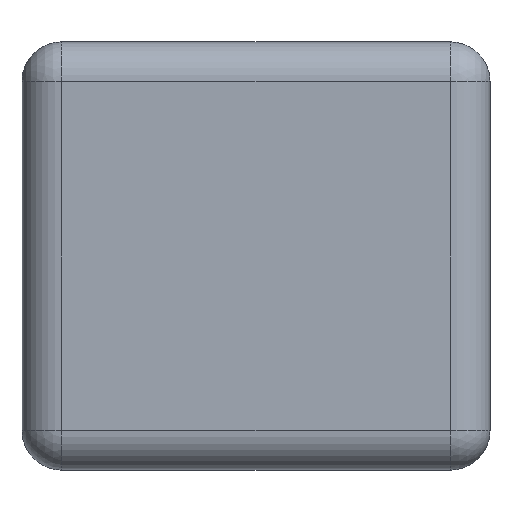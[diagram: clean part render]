
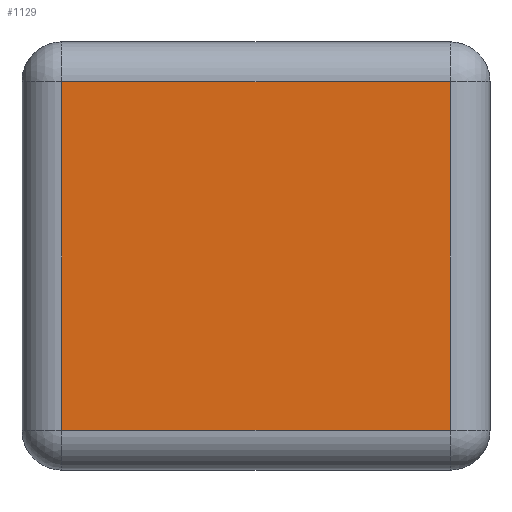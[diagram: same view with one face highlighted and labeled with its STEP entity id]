
A CAD part, left-side view. The second image highlights one B-rep face of the part: STEP entity #1129.
In plain terms, the highlighted planar face has unit normal (-1, 0, 0).
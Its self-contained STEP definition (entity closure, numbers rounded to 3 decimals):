
#59 = LINE ( 'NONE', #543, #859 ) ;
#86 = CARTESIAN_POINT ( 'NONE',  ( -3.05, 0.25, 1.345 ) ) ;
#116 = DIRECTION ( 'NONE',  ( 0., 1., 0. ) ) ;
#122 = CARTESIAN_POINT ( 'NONE',  ( -3.05, 2.94, 1.345 ) ) ;
#165 = EDGE_CURVE ( 'NONE', #795, #879, #438, .T. ) ;
#229 = DIRECTION ( 'NONE',  ( 0., 0., -1. ) ) ;
#266 = CARTESIAN_POINT ( 'NONE',  ( -3.05, 0.25, -1.095 ) ) ;
#345 = CARTESIAN_POINT ( 'NONE',  ( -3.05, 0.25, 1.095 ) ) ;
#371 = FACE_OUTER_BOUND ( 'NONE', #1127, .T. ) ;
#414 = EDGE_CURVE ( 'NONE', #986, #795, #436, .T. ) ;
#436 = LINE ( 'NONE', #86, #1048 ) ;
#438 = LINE ( 'NONE', #616, #806 ) ;
#507 = DIRECTION ( 'NONE',  ( 1., 0., 0. ) ) ;
#543 = CARTESIAN_POINT ( 'NONE',  ( -3.05, 2.69, -1.345 ) ) ;
#616 = CARTESIAN_POINT ( 'NONE',  ( -3.05, 2.94, 1.095 ) ) ;
#617 = LINE ( 'NONE', #626, #1047 ) ;
#626 = CARTESIAN_POINT ( 'NONE',  ( -3.05, 2.94, -1.095 ) ) ;
#669 = EDGE_CURVE ( 'NONE', #815, #986, #617, .T. ) ;
#732 = ORIENTED_EDGE ( 'NONE', *, *, #801, .T. ) ;
#754 = CARTESIAN_POINT ( 'NONE',  ( -3.05, 2.69, 1.095 ) ) ;
#795 = VERTEX_POINT ( 'NONE', #345 ) ;
#801 = EDGE_CURVE ( 'NONE', #879, #815, #59, .T. ) ;
#806 = VECTOR ( 'NONE', #116, 1000. ) ;
#815 = VERTEX_POINT ( 'NONE', #937 ) ;
#822 = DIRECTION ( 'NONE',  ( 0., -1., 0. ) ) ;
#859 = VECTOR ( 'NONE', #1227, 1000. ) ;
#874 = DIRECTION ( 'NONE',  ( 0., 0., 1. ) ) ;
#879 = VERTEX_POINT ( 'NONE', #754 ) ;
#889 = AXIS2_PLACEMENT_3D ( 'NONE', #122, #507, #229 ) ;
#898 = ORIENTED_EDGE ( 'NONE', *, *, #669, .T. ) ;
#907 = PLANE ( 'NONE',  #889 ) ;
#937 = CARTESIAN_POINT ( 'NONE',  ( -3.05, 2.69, -1.095 ) ) ;
#986 = VERTEX_POINT ( 'NONE', #266 ) ;
#1017 = ORIENTED_EDGE ( 'NONE', *, *, #165, .T. ) ;
#1047 = VECTOR ( 'NONE', #822, 1000. ) ;
#1048 = VECTOR ( 'NONE', #874, 1000. ) ;
#1096 = ORIENTED_EDGE ( 'NONE', *, *, #414, .T. ) ;
#1127 = EDGE_LOOP ( 'NONE', ( #732, #898, #1096, #1017 ) ) ;
#1129 = ADVANCED_FACE ( 'NONE', ( #371 ), #907, .F. ) ;
#1227 = DIRECTION ( 'NONE',  ( 0., 0., -1. ) ) ;
